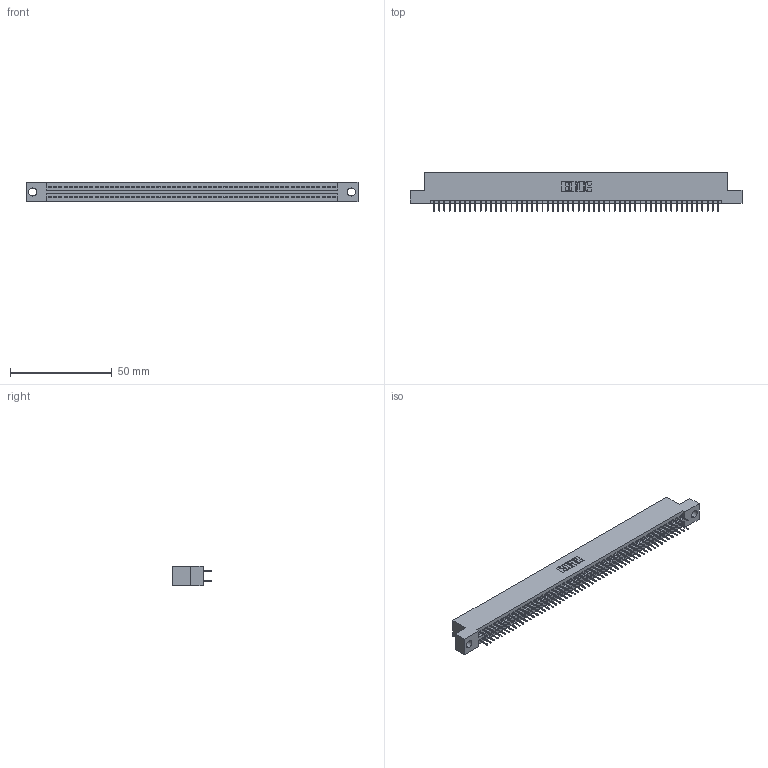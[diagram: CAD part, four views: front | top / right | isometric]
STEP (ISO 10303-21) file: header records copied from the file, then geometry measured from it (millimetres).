
FILE_DESCRIPTION (( 'STEP AP203' ), '1' );
FILE_NAME ('395-112-524-204.STEP', '2021-06-17T18:11:09', ( '' ), ( '' ), 'SwSTEP 2.0', 'SolidWorks 2020', '' );
FILE_SCHEMA (( 'CONFIG_CONTROL_DESIGN' ));
Length unit declared in the file: inch
Products named in the file (3): 345 Part_Flush Mounting Lugs - 0.156 Dia-TI; 395-112-524-204; 345-292-001_345-293-124
Assembly tree (113 placements, depth 2):
  395-112-524-204
    345 Part_Flush Mounting Lugs - 0.156 Dia-TI
    345-292-001_345-293-124  x112
Bounding box: 163.45 x 19.35 x 9.4 mm (x, y, z)
Volume: 15732.1 mm3; surface area: 22930 mm2
Topology: 113 solids, 113 shells, 6188 faces, 17513 edges, 11226 vertices
Faces by surface type: plane 4462, cylinder 1726
Entity records: 42547 total; most frequent: CARTESIAN_POINT 7122, ORIENTED_EDGE 7054, DIRECTION 6263, EDGE_CURVE 3527, VECTOR 3175, LINE 3175, VERTEX_POINT 2346, AXIS2_PLACEMENT_3D 1544
